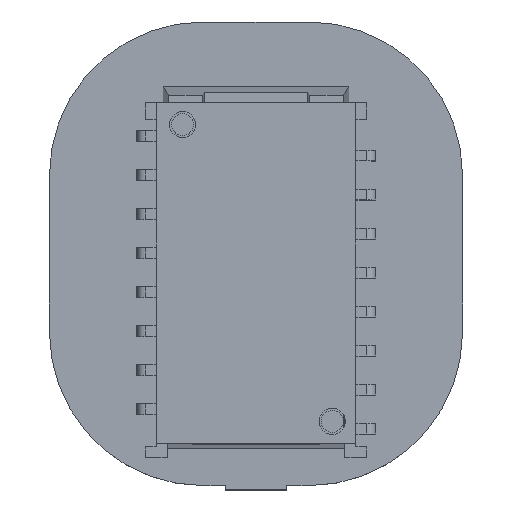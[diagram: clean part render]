
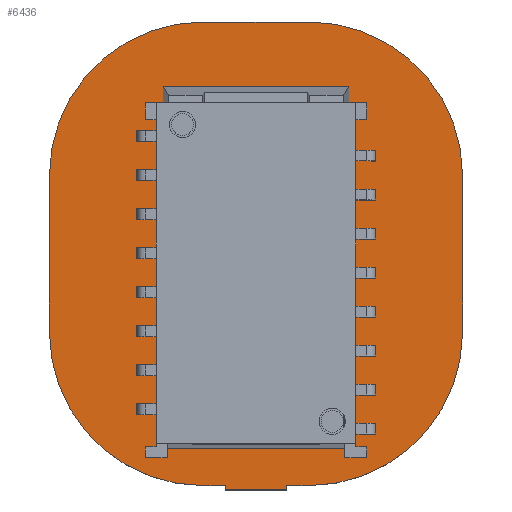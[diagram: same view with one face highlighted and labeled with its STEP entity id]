
A CAD part, top view. The second image highlights one B-rep face of the part: STEP entity #6436.
In plain terms, the highlighted planar face has unit normal (0, 0, 1).
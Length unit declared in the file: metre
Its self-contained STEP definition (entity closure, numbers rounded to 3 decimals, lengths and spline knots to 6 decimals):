
#249=CIRCLE('',#7078,0.007);
#250=CIRCLE('',#7079,0.007);
#251=CIRCLE('',#7080,0.007);
#252=CIRCLE('',#7081,0.007);
#1611=ORIENTED_EDGE('',*,*,#2774,.F.);
#1612=ORIENTED_EDGE('',*,*,#2775,.F.);
#1613=ORIENTED_EDGE('',*,*,#2703,.F.);
#1614=ORIENTED_EDGE('',*,*,#2776,.F.);
#1615=ORIENTED_EDGE('',*,*,#2777,.F.);
#1616=ORIENTED_EDGE('',*,*,#2778,.T.);
#1617=ORIENTED_EDGE('',*,*,#2707,.F.);
#1618=ORIENTED_EDGE('',*,*,#2779,.F.);
#1619=ORIENTED_EDGE('',*,*,#2780,.T.);
#1620=ORIENTED_EDGE('',*,*,#2781,.F.);
#1621=ORIENTED_EDGE('',*,*,#2782,.T.);
#1622=ORIENTED_EDGE('',*,*,#2783,.F.);
#1623=ORIENTED_EDGE('',*,*,#2763,.F.);
#1624=ORIENTED_EDGE('',*,*,#2757,.T.);
#1625=ORIENTED_EDGE('',*,*,#2762,.T.);
#1626=ORIENTED_EDGE('',*,*,#2740,.F.);
#2703=EDGE_CURVE('',#3400,#3401,#4140,.T.);
#2707=EDGE_CURVE('',#3404,#3398,#4144,.T.);
#2740=EDGE_CURVE('',#3437,#3438,#4169,.T.);
#2757=EDGE_CURVE('',#3452,#3451,#4184,.F.);
#2762=EDGE_CURVE('',#3451,#3438,#4189,.F.);
#2763=EDGE_CURVE('',#3452,#3437,#4190,.T.);
#2774=EDGE_CURVE('',#3459,#3460,#4201,.T.);
#2775=EDGE_CURVE('',#3401,#3459,#249,.T.);
#2776=EDGE_CURVE('',#3461,#3400,#4202,.T.);
#2777=EDGE_CURVE('',#3462,#3461,#4203,.T.);
#2778=EDGE_CURVE('',#3462,#3398,#4204,.T.);
#2779=EDGE_CURVE('',#3463,#3404,#250,.T.);
#2780=EDGE_CURVE('',#3463,#3464,#4205,.T.);
#2781=EDGE_CURVE('',#3465,#3464,#251,.T.);
#2782=EDGE_CURVE('',#3465,#3466,#4206,.T.);
#2783=EDGE_CURVE('',#3460,#3466,#252,.T.);
#3398=VERTEX_POINT('',#10237);
#3400=VERTEX_POINT('',#10241);
#3401=VERTEX_POINT('',#10243);
#3404=VERTEX_POINT('',#10249);
#3437=VERTEX_POINT('',#10317);
#3438=VERTEX_POINT('',#10319);
#3451=VERTEX_POINT('',#10350);
#3452=VERTEX_POINT('',#10352);
#3459=VERTEX_POINT('',#10387);
#3460=VERTEX_POINT('',#10388);
#3461=VERTEX_POINT('',#10391);
#3462=VERTEX_POINT('',#10393);
#3463=VERTEX_POINT('',#10396);
#3464=VERTEX_POINT('',#10398);
#3465=VERTEX_POINT('',#10400);
#3466=VERTEX_POINT('',#10402);
#4140=LINE('',#10242,#4926);
#4144=LINE('',#10250,#4930);
#4169=LINE('',#10318,#4955);
#4184=LINE('',#10351,#4970);
#4189=LINE('',#10360,#4975);
#4190=LINE('',#10362,#4976);
#4201=LINE('',#10386,#4987);
#4202=LINE('',#10390,#4988);
#4203=LINE('',#10392,#4989);
#4204=LINE('',#10394,#4990);
#4205=LINE('',#10397,#4991);
#4206=LINE('',#10401,#4992);
#4926=VECTOR('',#8398,1.);
#4930=VECTOR('',#8402,1.);
#4955=VECTOR('',#8447,1.);
#4970=VECTOR('',#8470,1.);
#4975=VECTOR('',#8477,1.);
#4976=VECTOR('',#8480,1.);
#4987=VECTOR('',#8509,1.);
#4988=VECTOR('',#8512,1.);
#4989=VECTOR('',#8513,1.);
#4990=VECTOR('',#8514,1.);
#4991=VECTOR('',#8517,1.);
#4992=VECTOR('',#8520,1.);
#5424=EDGE_LOOP('',(#1611,#1612,#1613,#1614,#1615,#1616,#1617,#1618,#1619,
#1620,#1621,#1622));
#5425=EDGE_LOOP('',(#1623,#1624,#1625,#1626));
#5788=FACE_BOUND('',#5424,.T.);
#5789=FACE_BOUND('',#5425,.T.);
#6113=PLANE('',#7077);
#6436=ADVANCED_FACE('',(#5788,#5789),#6113,.F.);
#7077=AXIS2_PLACEMENT_3D('',#10385,#8507,#8508);
#7078=AXIS2_PLACEMENT_3D('',#10389,#8510,#8511);
#7079=AXIS2_PLACEMENT_3D('',#10395,#8515,#8516);
#7080=AXIS2_PLACEMENT_3D('',#10399,#8518,#8519);
#7081=AXIS2_PLACEMENT_3D('',#10403,#8521,#8522);
#8398=DIRECTION('',(-1.,0.,0.));
#8402=DIRECTION('',(-1.,0.,0.));
#8447=DIRECTION('',(1.,0.,0.));
#8470=DIRECTION('',(-1.,0.,0.));
#8477=DIRECTION('',(0.,1.,0.));
#8480=DIRECTION('',(0.,-1.,0.));
#8507=DIRECTION('',(0.,0.,-1.));
#8508=DIRECTION('',(1.,0.,0.));
#8509=DIRECTION('',(0.,1.,0.));
#8510=DIRECTION('',(0.,0.,-1.));
#8511=DIRECTION('',(-1.,0.,0.));
#8512=DIRECTION('',(0.,1.,0.));
#8513=DIRECTION('',(-1.,0.,0.));
#8514=DIRECTION('',(0.,1.,0.));
#8515=DIRECTION('',(0.,0.,-1.));
#8516=DIRECTION('',(-1.,0.,0.));
#8517=DIRECTION('',(0.,1.,0.));
#8518=DIRECTION('',(0.,0.,-1.));
#8519=DIRECTION('',(-1.,0.,0.));
#8520=DIRECTION('',(-1.,0.,0.));
#8521=DIRECTION('',(0.,0.,-1.));
#8522=DIRECTION('',(-1.,0.,0.));
#10237=CARTESIAN_POINT('',(0.0014,-0.01028,-0.00199));
#10241=CARTESIAN_POINT('',(-0.0014,-0.01028,-0.00199));
#10242=CARTESIAN_POINT('',(0.,-0.01028,-0.00199));
#10243=CARTESIAN_POINT('',(-0.002425,-0.01028,-0.00199));
#10249=CARTESIAN_POINT('',(0.002425,-0.01028,-0.00199));
#10250=CARTESIAN_POINT('',(0.,-0.01028,-0.00199));
#10317=CARTESIAN_POINT('',(-0.004235,-0.00857,-0.00199));
#10318=CARTESIAN_POINT('',(0.,-0.00857,-0.00199));
#10319=CARTESIAN_POINT('',(0.004235,-0.00857,-0.00199));
#10350=CARTESIAN_POINT('',(0.004235,0.00793,-0.00199));
#10351=CARTESIAN_POINT('',(0.,0.00793,-0.00199));
#10352=CARTESIAN_POINT('',(-0.004235,0.00793,-0.00199));
#10360=CARTESIAN_POINT('',(0.004235,-0.00032,-0.00199));
#10362=CARTESIAN_POINT('',(-0.004235,-0.00032,-0.00199));
#10385=CARTESIAN_POINT('',(0.,0.000295,-0.00199));
#10386=CARTESIAN_POINT('',(-0.009425,0.000295,-0.00199));
#10387=CARTESIAN_POINT('',(-0.009425,-0.00328,-0.00199));
#10388=CARTESIAN_POINT('',(-0.009425,0.00387,-0.00199));
#10389=CARTESIAN_POINT('',(-0.002425,-0.00328,-0.00199));
#10390=CARTESIAN_POINT('',(-0.0014,-0.01038,-0.00199));
#10391=CARTESIAN_POINT('',(-0.0014,-0.01048,-0.00199));
#10392=CARTESIAN_POINT('',(0.,-0.01048,-0.00199));
#10393=CARTESIAN_POINT('',(0.0014,-0.01048,-0.00199));
#10394=CARTESIAN_POINT('',(0.0014,-0.01038,-0.00199));
#10395=CARTESIAN_POINT('',(0.002425,-0.00328,-0.00199));
#10396=CARTESIAN_POINT('',(0.009425,-0.00328,-0.00199));
#10397=CARTESIAN_POINT('',(0.009425,0.000295,-0.00199));
#10398=CARTESIAN_POINT('',(0.009425,0.00387,-0.00199));
#10399=CARTESIAN_POINT('',(0.002425,0.00387,-0.00199));
#10400=CARTESIAN_POINT('',(0.002425,0.01087,-0.00199));
#10401=CARTESIAN_POINT('',(0.,0.01087,-0.00199));
#10402=CARTESIAN_POINT('',(-0.002425,0.01087,-0.00199));
#10403=CARTESIAN_POINT('',(-0.002425,0.00387,-0.00199));
